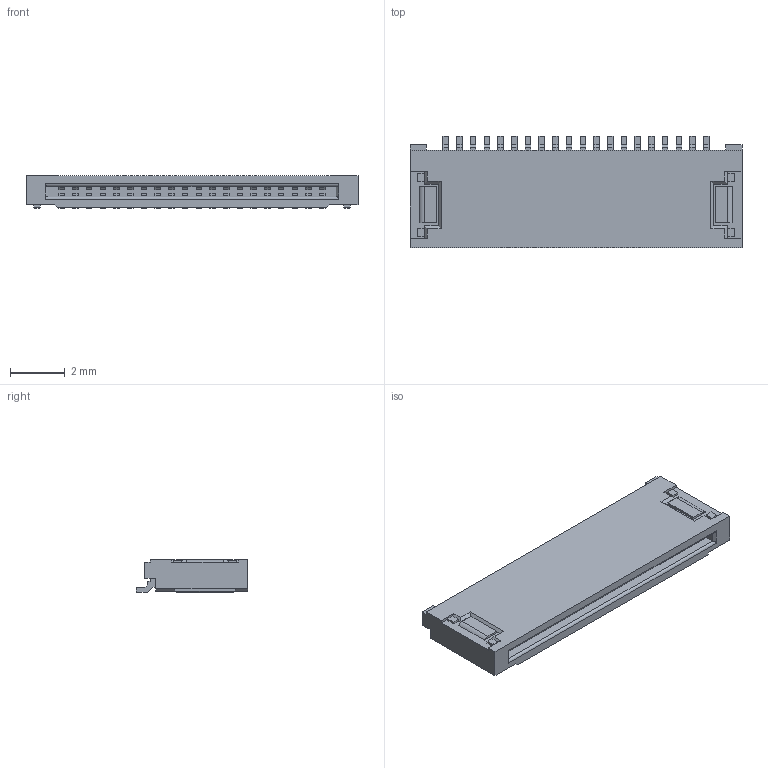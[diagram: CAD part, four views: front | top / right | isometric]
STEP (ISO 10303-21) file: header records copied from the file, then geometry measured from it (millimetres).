
FILE_DESCRIPTION(/* description */ (''),/* implementation_level */ '2;1');
FILE_NAME(/* name */ '512812098wbm000_01_214.stp',/* time_stamp */ '2022-07-26T11:51:06+08:00',/* author */ (''),/* organization */ (''),/* preprocessor_version */ 'ST-DEVELOPER v16.7',/* originating_system */ 'SIEMENS PLM Software NX 1919',/* authorisation */ '');
FILE_SCHEMA (('AUTOMOTIVE_DESIGN { 1 0 10303 214 3 1 1 1 }'));
Length unit declared in the file: millimetre
Products named in the file (1): 512812098wbm000_01
Bounding box: 12.1 x 4.05 x 1.2 mm (x, y, z)
Volume: 40.1 mm3; surface area: 193.1 mm2
Topology: 1 solids, 1 shells, 553 faces, 1490 edges, 988 vertices
Faces by surface type: plane 469, cylinder 84
Entity records: 17130 total; most frequent: CARTESIAN_POINT 3038, ORIENTED_EDGE 2980, DIRECTION 2764, EDGE_CURVE 1490, LINE 1320, VECTOR 1320, VERTEX_POINT 988, AXIS2_PLACEMENT_3D 722
